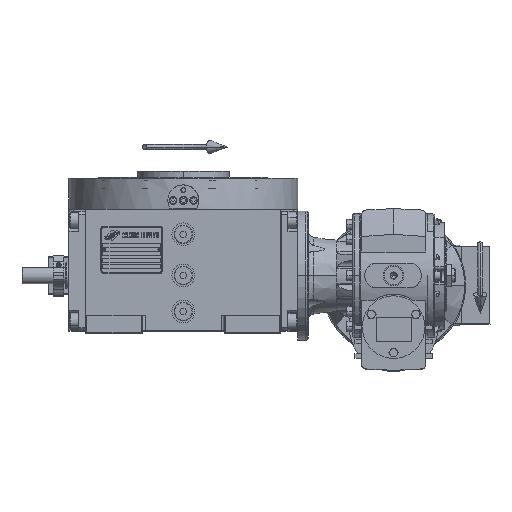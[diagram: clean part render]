
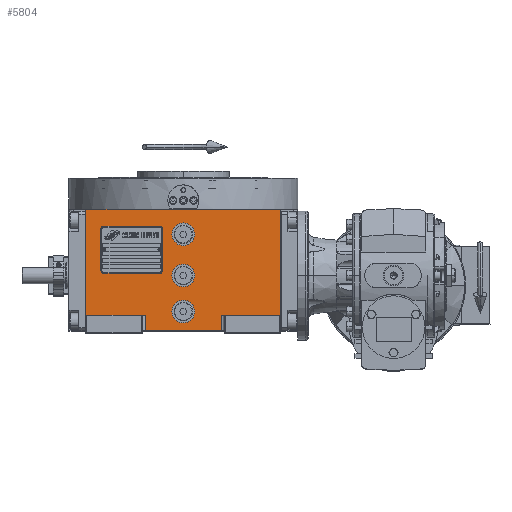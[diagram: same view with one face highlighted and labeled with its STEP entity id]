
A CAD part, top view. The second image highlights one B-rep face of the part: STEP entity #5804.
In plain terms, the highlighted planar face has unit normal (0, 0, 1).
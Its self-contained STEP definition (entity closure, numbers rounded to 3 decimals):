
#60 = ORIENTED_EDGE ( 'NONE', *, *, #1935, .T. ) ;
#1790 = DIRECTION ( 'NONE',  ( 1., 0., 0. ) ) ;
#1935 = EDGE_CURVE ( 'NONE', #34971, #69057, #13317, .T. ) ;
#4611 = VERTEX_POINT ( 'NONE', #55308 ) ;
#5265 = LINE ( 'NONE', #32621, #73093 ) ;
#5804 = ADVANCED_FACE ( 'NONE', ( #109944, #98447, #61930, #117902 ), #5975, .T. ) ;
#5975 = PLANE ( 'NONE',  #118351 ) ;
#6844 = LINE ( 'NONE', #37008, #90376 ) ;
#7540 = EDGE_LOOP ( 'NONE', ( #16015, #79246 ) ) ;
#7893 = AXIS2_PLACEMENT_3D ( 'NONE', #116334, #32373, #78610 ) ;
#9889 = EDGE_LOOP ( 'NONE', ( #33610, #97121, #91584, #60, #117577, #56328, #73884, #43247 ) ) ;
#10419 = DIRECTION ( 'NONE',  ( 0., 0., 1. ) ) ;
#10958 = DIRECTION ( 'NONE',  ( 0., 0., 1. ) ) ;
#12659 = VECTOR ( 'NONE', #1790, 1000. ) ;
#13317 = LINE ( 'NONE', #85235, #39413 ) ;
#14331 = DIRECTION ( 'NONE',  ( 1., 0., 0. ) ) ;
#14648 = AXIS2_PLACEMENT_3D ( 'NONE', #105204, #10958, #111930 ) ;
#14814 = VERTEX_POINT ( 'NONE', #15838 ) ;
#14995 = DIRECTION ( 'NONE',  ( 0., -1., 0. ) ) ;
#15736 = CIRCLE ( 'NONE', #7893, 11. ) ;
#15838 = CARTESIAN_POINT ( 'NONE',  ( -11., -35., 163.5 ) ) ;
#16015 = ORIENTED_EDGE ( 'NONE', *, *, #17971, .F. ) ;
#16145 = EDGE_CURVE ( 'NONE', #71037, #14814, #42522, .T. ) ;
#17830 = CARTESIAN_POINT ( 'NONE',  ( 0., 40., 163.5 ) ) ;
#17971 = EDGE_CURVE ( 'NONE', #27622, #104158, #30983, .T. ) ;
#18254 = LINE ( 'NONE', #74783, #110489 ) ;
#18809 = DIRECTION ( 'NONE',  ( 1., 0., 0. ) ) ;
#19179 = VECTOR ( 'NONE', #33839, 1000. ) ;
#22722 = VERTEX_POINT ( 'NONE', #53025 ) ;
#22802 = AXIS2_PLACEMENT_3D ( 'NONE', #77592, #58695, #14331 ) ;
#23195 = AXIS2_PLACEMENT_3D ( 'NONE', #17830, #98336, #78877 ) ;
#24285 = ORIENTED_EDGE ( 'NONE', *, *, #16145, .F. ) ;
#25086 = CARTESIAN_POINT ( 'NONE',  ( 37., -53.5, 163.5 ) ) ;
#26302 = DIRECTION ( 'NONE',  ( 0., 0., 1. ) ) ;
#27622 = VERTEX_POINT ( 'NONE', #64368 ) ;
#28553 = EDGE_CURVE ( 'NONE', #70873, #111976, #74609, .T. ) ;
#29085 = CARTESIAN_POINT ( 'NONE',  ( -37., -38.5, 163.5 ) ) ;
#30983 = CIRCLE ( 'NONE', #23195, 11. ) ;
#32373 = DIRECTION ( 'NONE',  ( 0., 0., 1. ) ) ;
#32621 = CARTESIAN_POINT ( 'NONE',  ( 37., -38.5, 163.5 ) ) ;
#33610 = ORIENTED_EDGE ( 'NONE', *, *, #84524, .T. ) ;
#33839 = DIRECTION ( 'NONE',  ( 0., 1., 0. ) ) ;
#34291 = VECTOR ( 'NONE', #55753, 1000. ) ;
#34971 = VERTEX_POINT ( 'NONE', #67697 ) ;
#37008 = CARTESIAN_POINT ( 'NONE',  ( -37., -53.5, 163.5 ) ) ;
#39359 = EDGE_CURVE ( 'NONE', #50648, #34971, #75354, .T. ) ;
#39413 = VECTOR ( 'NONE', #50967, 1000. ) ;
#39502 = CARTESIAN_POINT ( 'NONE',  ( 94.5, 64.5, 163.5 ) ) ;
#42522 = CIRCLE ( 'NONE', #93066, 11. ) ;
#43043 = DIRECTION ( 'NONE',  ( 0., 0., 1. ) ) ;
#43247 = ORIENTED_EDGE ( 'NONE', *, *, #113584, .F. ) ;
#43558 = CARTESIAN_POINT ( 'NONE',  ( -94.5, -38.5, 163.5 ) ) ;
#43582 = VERTEX_POINT ( 'NONE', #25086 ) ;
#45427 = LINE ( 'NONE', #46629, #34291 ) ;
#46629 = CARTESIAN_POINT ( 'NONE',  ( -94.5, 64.5, 163.5 ) ) ;
#47432 = AXIS2_PLACEMENT_3D ( 'NONE', #112615, #10419, #102896 ) ;
#50648 = VERTEX_POINT ( 'NONE', #99923 ) ;
#50967 = DIRECTION ( 'NONE',  ( 0., 1., 0. ) ) ;
#52613 = EDGE_LOOP ( 'NONE', ( #24285, #85395 ) ) ;
#52766 = CARTESIAN_POINT ( 'NONE',  ( -94.5, -53.5, 163.5 ) ) ;
#53025 = CARTESIAN_POINT ( 'NONE',  ( -94.5, 64.5, 163.5 ) ) ;
#55308 = CARTESIAN_POINT ( 'NONE',  ( -94.5, -38.5, 163.5 ) ) ;
#55636 = CIRCLE ( 'NONE', #22802, 11. ) ;
#55753 = DIRECTION ( 'NONE',  ( 1., 0., 0. ) ) ;
#56328 = ORIENTED_EDGE ( 'NONE', *, *, #111435, .F. ) ;
#57875 = CARTESIAN_POINT ( 'NONE',  ( -11., 40., 163.5 ) ) ;
#58695 = DIRECTION ( 'NONE',  ( 0., 0., 1. ) ) ;
#61930 = FACE_BOUND ( 'NONE', #7540, .T. ) ;
#63399 = DIRECTION ( 'NONE',  ( 1., 0., 0. ) ) ;
#64368 = CARTESIAN_POINT ( 'NONE',  ( 11., 40., 163.5 ) ) ;
#64917 = EDGE_CURVE ( 'NONE', #111976, #70873, #55636, .T. ) ;
#66106 = CARTESIAN_POINT ( 'NONE',  ( -94.5, -38.5, 163.5 ) ) ;
#66219 = CARTESIAN_POINT ( 'NONE',  ( 37., -38.5, 163.5 ) ) ;
#67313 = DIRECTION ( 'NONE',  ( 1., 0., 0. ) ) ;
#67697 = CARTESIAN_POINT ( 'NONE',  ( 94.5, -38.5, 163.5 ) ) ;
#69057 = VERTEX_POINT ( 'NONE', #39502 ) ;
#69173 = EDGE_CURVE ( 'NONE', #14814, #71037, #100079, .T. ) ;
#70559 = CARTESIAN_POINT ( 'NONE',  ( -37., -53.5, 163.5 ) ) ;
#70873 = VERTEX_POINT ( 'NONE', #73692 ) ;
#71037 = VERTEX_POINT ( 'NONE', #93164 ) ;
#71212 = VERTEX_POINT ( 'NONE', #70559 ) ;
#72802 = EDGE_LOOP ( 'NONE', ( #110595, #76628 ) ) ;
#72941 = EDGE_CURVE ( 'NONE', #4611, #99801, #113560, .T. ) ;
#73093 = VECTOR ( 'NONE', #14995, 1000. ) ;
#73692 = CARTESIAN_POINT ( 'NONE',  ( -11., 0., 163.5 ) ) ;
#73884 = ORIENTED_EDGE ( 'NONE', *, *, #72941, .T. ) ;
#74609 = CIRCLE ( 'NONE', #47432, 11. ) ;
#74783 = CARTESIAN_POINT ( 'NONE',  ( -37., -53.5, 163.5 ) ) ;
#75354 = LINE ( 'NONE', #66219, #12659 ) ;
#75471 = VECTOR ( 'NONE', #67313, 1000. ) ;
#76628 = ORIENTED_EDGE ( 'NONE', *, *, #28553, .F. ) ;
#76901 = EDGE_CURVE ( 'NONE', #104158, #27622, #15736, .T. ) ;
#77592 = CARTESIAN_POINT ( 'NONE',  ( 0., 0., 163.5 ) ) ;
#78610 = DIRECTION ( 'NONE',  ( -1., 0., 0. ) ) ;
#78877 = DIRECTION ( 'NONE',  ( 1., 0., 0. ) ) ;
#79246 = ORIENTED_EDGE ( 'NONE', *, *, #76901, .F. ) ;
#84524 = EDGE_CURVE ( 'NONE', #71212, #43582, #6844, .T. ) ;
#85235 = CARTESIAN_POINT ( 'NONE',  ( 94.5, -38.5, 163.5 ) ) ;
#85395 = ORIENTED_EDGE ( 'NONE', *, *, #69173, .F. ) ;
#90376 = VECTOR ( 'NONE', #18809, 1000. ) ;
#91584 = ORIENTED_EDGE ( 'NONE', *, *, #39359, .T. ) ;
#93066 = AXIS2_PLACEMENT_3D ( 'NONE', #109617, #26302, #63399 ) ;
#93164 = CARTESIAN_POINT ( 'NONE',  ( 11., -35., 163.5 ) ) ;
#97121 = ORIENTED_EDGE ( 'NONE', *, *, #102613, .F. ) ;
#98336 = DIRECTION ( 'NONE',  ( 0., 0., 1. ) ) ;
#98447 = FACE_BOUND ( 'NONE', #52613, .T. ) ;
#99801 = VERTEX_POINT ( 'NONE', #29085 ) ;
#99923 = CARTESIAN_POINT ( 'NONE',  ( 37., -38.5, 163.5 ) ) ;
#100079 = CIRCLE ( 'NONE', #14648, 11. ) ;
#102322 = EDGE_CURVE ( 'NONE', #22722, #69057, #45427, .T. ) ;
#102613 = EDGE_CURVE ( 'NONE', #50648, #43582, #5265, .T. ) ;
#102896 = DIRECTION ( 'NONE',  ( -1., 0., 0. ) ) ;
#104158 = VERTEX_POINT ( 'NONE', #57875 ) ;
#105204 = CARTESIAN_POINT ( 'NONE',  ( 0., -35., 163.5 ) ) ;
#109329 = DIRECTION ( 'NONE',  ( 1., 0., 0. ) ) ;
#109617 = CARTESIAN_POINT ( 'NONE',  ( 0., -35., 163.5 ) ) ;
#109944 = FACE_BOUND ( 'NONE', #72802, .T. ) ;
#110489 = VECTOR ( 'NONE', #111276, 1000. ) ;
#110595 = ORIENTED_EDGE ( 'NONE', *, *, #64917, .F. ) ;
#111276 = DIRECTION ( 'NONE',  ( 0., 1., 0. ) ) ;
#111435 = EDGE_CURVE ( 'NONE', #4611, #22722, #117205, .T. ) ;
#111930 = DIRECTION ( 'NONE',  ( -1., 0., 0. ) ) ;
#111976 = VERTEX_POINT ( 'NONE', #115050 ) ;
#112615 = CARTESIAN_POINT ( 'NONE',  ( 0., 0., 163.5 ) ) ;
#113560 = LINE ( 'NONE', #66106, #75471 ) ;
#113584 = EDGE_CURVE ( 'NONE', #71212, #99801, #18254, .T. ) ;
#115050 = CARTESIAN_POINT ( 'NONE',  ( 11., 0., 163.5 ) ) ;
#116334 = CARTESIAN_POINT ( 'NONE',  ( 0., 40., 163.5 ) ) ;
#117205 = LINE ( 'NONE', #43558, #19179 ) ;
#117577 = ORIENTED_EDGE ( 'NONE', *, *, #102322, .F. ) ;
#117902 = FACE_OUTER_BOUND ( 'NONE', #9889, .T. ) ;
#118351 = AXIS2_PLACEMENT_3D ( 'NONE', #52766, #43043, #109329 ) ;
